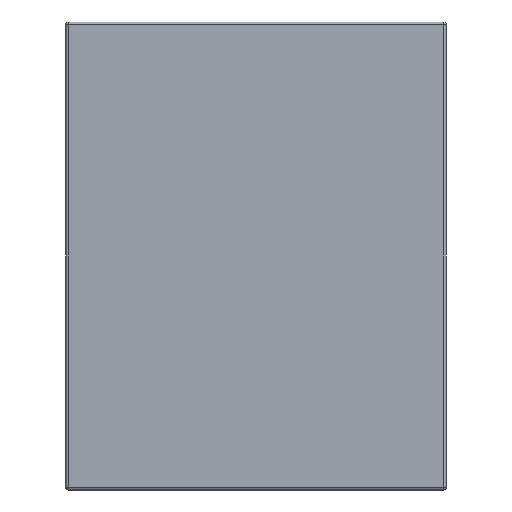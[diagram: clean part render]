
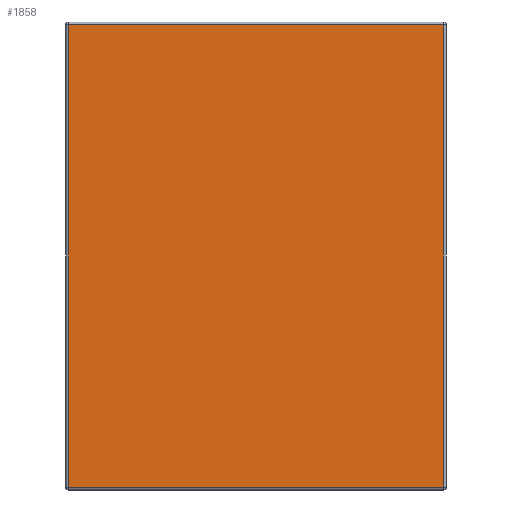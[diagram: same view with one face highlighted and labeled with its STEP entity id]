
A CAD part, front view. The second image highlights one B-rep face of the part: STEP entity #1858.
In plain terms, the highlighted planar face has unit normal (0, -1, 0).
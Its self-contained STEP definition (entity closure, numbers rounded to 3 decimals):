
#161 = VERTEX_POINT ( 'NONE', #3039 ) ;
#377 = DIRECTION ( 'NONE',  ( 0., 1., 0. ) ) ;
#456 = VERTEX_POINT ( 'NONE', #2110 ) ;
#507 = DIRECTION ( 'NONE',  ( -1., 0., 0. ) ) ;
#510 = LINE ( 'NONE', #3457, #3218 ) ;
#834 = VECTOR ( 'NONE', #3137, 1000. ) ;
#914 = VECTOR ( 'NONE', #1503, 1000. ) ;
#929 = AXIS2_PLACEMENT_3D ( 'NONE', #3977, #377, #2786 ) ;
#958 = ORIENTED_EDGE ( 'NONE', *, *, #2714, .T. ) ;
#1046 = PLANE ( 'NONE',  #929 ) ;
#1160 = FACE_OUTER_BOUND ( 'NONE', #3097, .T. ) ;
#1166 = VECTOR ( 'NONE', #507, 1000. ) ;
#1445 = DIRECTION ( 'NONE',  ( 0., 0., 1. ) ) ;
#1503 = DIRECTION ( 'NONE',  ( 0., 0., -1. ) ) ;
#1621 = LINE ( 'NONE', #3798, #1166 ) ;
#1733 = VERTEX_POINT ( 'NONE', #3567 ) ;
#1789 = LINE ( 'NONE', #3802, #914 ) ;
#1858 = ADVANCED_FACE ( 'NONE', ( #1160 ), #1046, .F. ) ;
#1876 = ORIENTED_EDGE ( 'NONE', *, *, #2527, .T. ) ;
#2088 = CARTESIAN_POINT ( 'NONE',  ( 0., -2.9, -21.5 ) ) ;
#2110 = CARTESIAN_POINT ( 'NONE',  ( 17.45, -2.9, 21.5 ) ) ;
#2485 = EDGE_CURVE ( 'NONE', #2777, #1733, #2558, .T. ) ;
#2511 = ORIENTED_EDGE ( 'NONE', *, *, #2589, .T. ) ;
#2527 = EDGE_CURVE ( 'NONE', #1733, #456, #510, .T. ) ;
#2558 = LINE ( 'NONE', #2088, #834 ) ;
#2589 = EDGE_CURVE ( 'NONE', #161, #2777, #1789, .T. ) ;
#2714 = EDGE_CURVE ( 'NONE', #456, #161, #1621, .T. ) ;
#2777 = VERTEX_POINT ( 'NONE', #3571 ) ;
#2786 = DIRECTION ( 'NONE',  ( 0., 0., 1. ) ) ;
#3039 = CARTESIAN_POINT ( 'NONE',  ( -17.45, -2.9, 21.5 ) ) ;
#3097 = EDGE_LOOP ( 'NONE', ( #1876, #958, #2511, #3643 ) ) ;
#3137 = DIRECTION ( 'NONE',  ( 1., 0., 0. ) ) ;
#3218 = VECTOR ( 'NONE', #1445, 1000. ) ;
#3457 = CARTESIAN_POINT ( 'NONE',  ( 17.45, -2.9, 0. ) ) ;
#3567 = CARTESIAN_POINT ( 'NONE',  ( 17.45, -2.9, -21.5 ) ) ;
#3571 = CARTESIAN_POINT ( 'NONE',  ( -17.45, -2.9, -21.5 ) ) ;
#3643 = ORIENTED_EDGE ( 'NONE', *, *, #2485, .T. ) ;
#3798 = CARTESIAN_POINT ( 'NONE',  ( 0., -2.9, 21.5 ) ) ;
#3802 = CARTESIAN_POINT ( 'NONE',  ( -17.45, -2.9, 0. ) ) ;
#3977 = CARTESIAN_POINT ( 'NONE',  ( 0., -2.9, 0. ) ) ;
